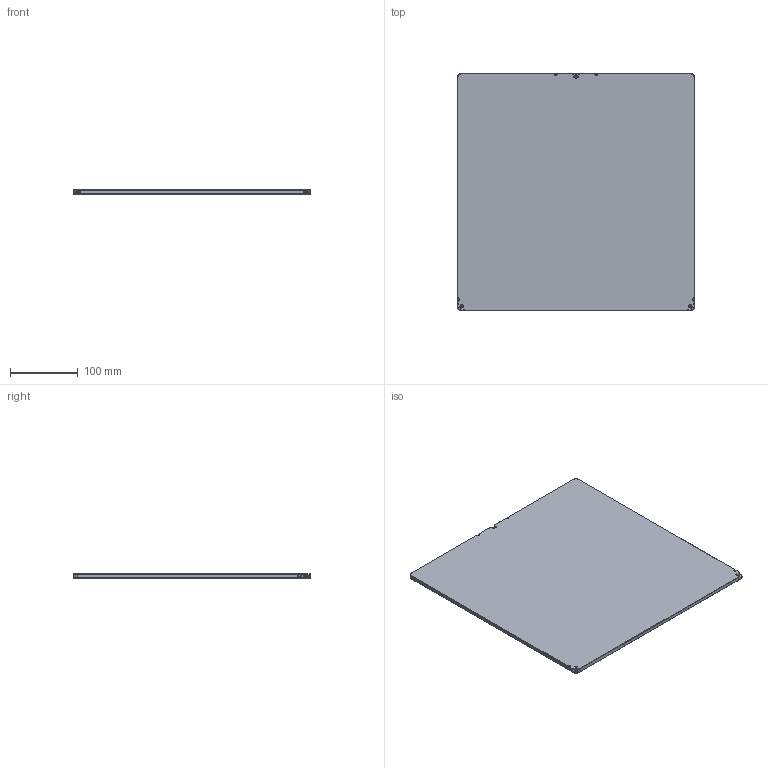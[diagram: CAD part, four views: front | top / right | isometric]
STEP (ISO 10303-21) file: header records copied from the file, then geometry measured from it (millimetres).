
FILE_DESCRIPTION(/* description */ (''),/* implementation_level */ '2;1');
FILE_NAME(/* name */ 'SK-Tank bed 350x350x6 v1.step',/* time_stamp */ '2022-05-09T21:06:14+08:00',/* author */ (''),/* organization */ (''),/* preprocessor_version */ 'ST-DEVELOPER v18.1',/* originating_system */ 'Autodesk Translation Framework v10.14.0.1471',/* authorisation */ '');
FILE_SCHEMA (('AUTOMOTIVE_DESIGN { 1 0 10303 214 3 1 1 }'));
Length unit declared in the file: millimetre
Products named in the file (1): SK-Tank bed 350x350x6
Bounding box: 350 x 350 x 6 mm (x, y, z)
Volume: 733835 mm3; surface area: 252604.1 mm2
Topology: 1 solids, 1 shells, 115 faces, 297 edges, 176 vertices
Faces by surface type: plane 49, cone 37, cylinder 29
Full cylindrical faces by diameter (mm): 2 x4, 3.2 x3
Entity records: 3529 total; most frequent: DIRECTION 647, ORIENTED_EDGE 594, CARTESIAN_POINT 589, EDGE_CURVE 297, AXIS2_PLACEMENT_3D 234, LINE 179, VECTOR 179, VERTEX_POINT 176
